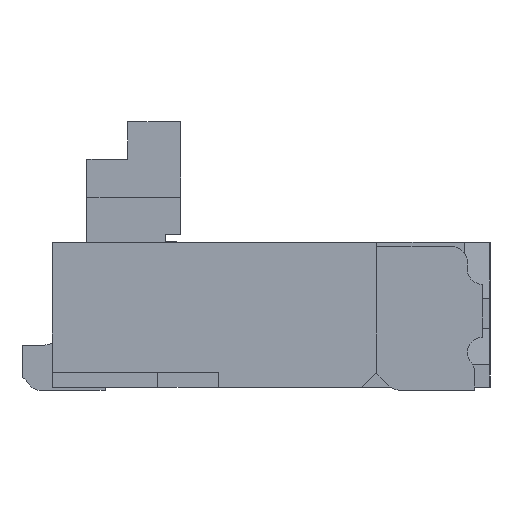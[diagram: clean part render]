
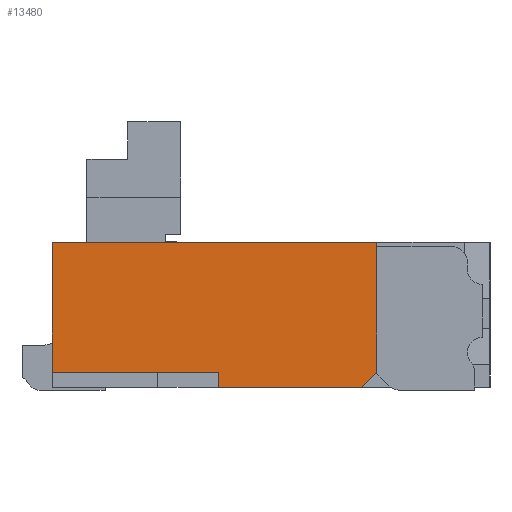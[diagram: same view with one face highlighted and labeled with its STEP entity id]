
A CAD part, left-side view. The second image highlights one B-rep face of the part: STEP entity #13480.
In plain terms, the highlighted planar face has unit normal (-1, 0, 0).
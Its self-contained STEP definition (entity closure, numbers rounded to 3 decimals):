
#1610=ORIENTED_EDGE('',*,*,#5201,.T.);
#1611=ORIENTED_EDGE('',*,*,#5191,.T.);
#1612=ORIENTED_EDGE('',*,*,#4732,.F.);
#1613=ORIENTED_EDGE('',*,*,#5296,.T.);
#1614=ORIENTED_EDGE('',*,*,#5161,.F.);
#1615=ORIENTED_EDGE('',*,*,#5168,.T.);
#1616=ORIENTED_EDGE('',*,*,#5111,.T.);
#4732=EDGE_CURVE('',#6738,#6739,#8093,.T.);
#5111=EDGE_CURVE('',#6986,#6985,#8471,.T.);
#5161=EDGE_CURVE('',#7019,#7020,#8520,.T.);
#5168=EDGE_CURVE('',#7019,#6986,#8527,.T.);
#5191=EDGE_CURVE('',#7037,#6739,#8550,.T.);
#5201=EDGE_CURVE('',#6985,#7037,#8560,.T.);
#5296=EDGE_CURVE('',#6738,#7020,#8654,.T.);
#6738=VERTEX_POINT('',#19057);
#6739=VERTEX_POINT('',#19059);
#6985=VERTEX_POINT('',#19776);
#6986=VERTEX_POINT('',#19778);
#7019=VERTEX_POINT('',#19872);
#7020=VERTEX_POINT('',#19874);
#7037=VERTEX_POINT('',#19933);
#8093=LINE('',#19058,#9870);
#8471=LINE('',#19777,#10248);
#8520=LINE('',#19873,#10297);
#8527=LINE('',#19885,#10304);
#8550=LINE('',#19932,#10327);
#8560=LINE('',#19950,#10337);
#8654=LINE('',#20141,#10431);
#9870=VECTOR('',#15232,1000.);
#10248=VECTOR('',#15798,1000.);
#10297=VECTOR('',#15873,1000.);
#10304=VECTOR('',#15888,1000.);
#10327=VECTOR('',#15927,1000.);
#10337=VECTOR('',#15941,1000.);
#10431=VECTOR('',#16111,1000.);
#11573=EDGE_LOOP('',(#1610,#1611,#1612,#1613,#1614,#1615,#1616));
#12256=FACE_BOUND('',#11573,.T.);
#12938=PLANE('',#14198);
#13480=ADVANCED_FACE('',(#12256),#12938,.F.);
#14198=AXIS2_PLACEMENT_3D('',#20140,#16109,#16110);
#15232=DIRECTION('',(0.,-1.,0.));
#15798=DIRECTION('',(0.,-1.,0.));
#15873=DIRECTION('',(0.,1.,0.));
#15888=DIRECTION('',(0.,0.,-1.));
#15927=DIRECTION('',(0.,0.,1.));
#15941=DIRECTION('',(0.,-0.707,0.707));
#16109=DIRECTION('',(1.,0.,0.));
#16110=DIRECTION('',(0.,0.,-1.));
#16111=DIRECTION('',(0.,0.,-1.));
#19057=CARTESIAN_POINT('',(-3.25,1.45,0.48));
#19058=CARTESIAN_POINT('',(-3.25,1.45,0.48));
#19059=CARTESIAN_POINT('',(-3.25,-0.7,0.48));
#19776=CARTESIAN_POINT('',(-3.25,-0.6,-0.48));
#19777=CARTESIAN_POINT('',(-3.25,1.45,-0.48));
#19778=CARTESIAN_POINT('',(-3.25,0.35,-0.48));
#19872=CARTESIAN_POINT('',(-3.25,0.35,-0.38));
#19873=CARTESIAN_POINT('',(-3.25,0.35,-0.38));
#19874=CARTESIAN_POINT('',(-3.25,1.45,-0.38));
#19885=CARTESIAN_POINT('',(-3.25,0.35,-0.38));
#19932=CARTESIAN_POINT('',(-3.25,-0.7,-0.48));
#19933=CARTESIAN_POINT('',(-3.25,-0.7,-0.38));
#19950=CARTESIAN_POINT('',(-3.25,-0.6,-0.48));
#20140=CARTESIAN_POINT('',(-3.25,1.45,0.48));
#20141=CARTESIAN_POINT('',(-3.25,1.45,0.48));
